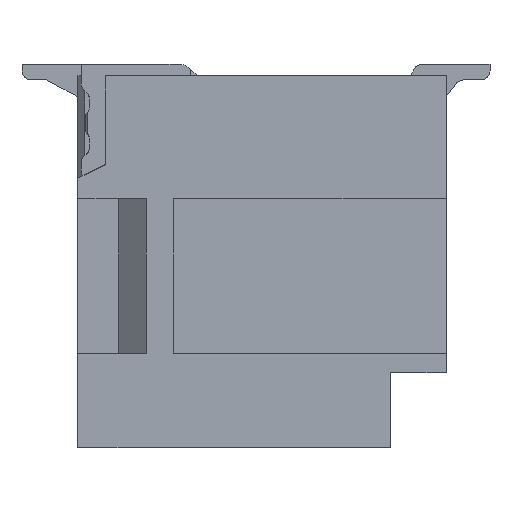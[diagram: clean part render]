
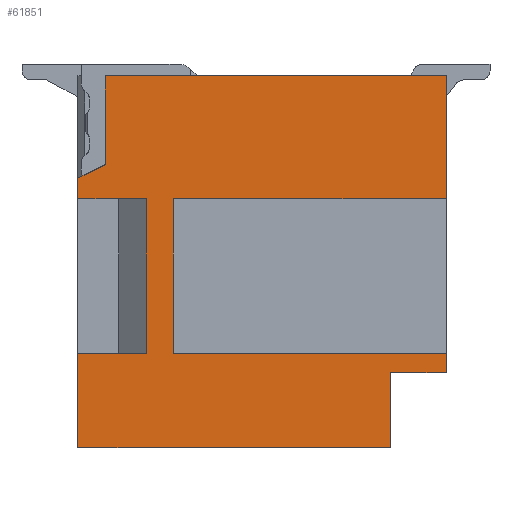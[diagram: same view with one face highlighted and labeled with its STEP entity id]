
A CAD part, front view. The second image highlights one B-rep face of the part: STEP entity #61851.
In plain terms, the highlighted planar face has unit normal (0, -1, 0).
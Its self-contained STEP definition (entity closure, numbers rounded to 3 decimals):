
#198 = CARTESIAN_POINT ( 'NONE',  ( 0., -6.5, -4.07 ) ) ;
#563 = CARTESIAN_POINT ( 'NONE',  ( -0.12, -6.5, -1.8 ) ) ;
#781 = LINE ( 'NONE', #8972, #1440 ) ;
#1372 = VERTEX_POINT ( 'NONE', #18197 ) ;
#1440 = VECTOR ( 'NONE', #31001, 1000. ) ;
#2322 = EDGE_CURVE ( 'NONE', #43522, #64641, #12834, .T. ) ;
#3136 = EDGE_LOOP ( 'NONE', ( #5223, #22895, #9475, #28746, #30733, #19603, #3582, #50506, #10622, #62502, #66263, #50133, #6503, #52245, #41313, #25075 ) ) ;
#3582 = ORIENTED_EDGE ( 'NONE', *, *, #64038, .F. ) ;
#4683 = CARTESIAN_POINT ( 'NONE',  ( 5.4, -6.5, -4.07 ) ) ;
#5223 = ORIENTED_EDGE ( 'NONE', *, *, #2322, .F. ) ;
#6061 = DIRECTION ( 'NONE',  ( 1., 0., 0. ) ) ;
#6200 = DIRECTION ( 'NONE',  ( 0., 0., -1. ) ) ;
#6379 = CARTESIAN_POINT ( 'NONE',  ( 4.58, -6.5, -4.35 ) ) ;
#6485 = CARTESIAN_POINT ( 'NONE',  ( 4.58, -6.5, -4.23 ) ) ;
#6503 = ORIENTED_EDGE ( 'NONE', *, *, #29844, .F. ) ;
#7151 = CARTESIAN_POINT ( 'NONE',  ( 0., -6.5, -5.57 ) ) ;
#8972 = CARTESIAN_POINT ( 'NONE',  ( -0.12, -6.5, 0. ) ) ;
#9136 = VECTOR ( 'NONE', #55637, 1000. ) ;
#9475 = ORIENTED_EDGE ( 'NONE', *, *, #15715, .F. ) ;
#10010 = CARTESIAN_POINT ( 'NONE',  ( 4.7, -6.5, -5.45 ) ) ;
#10622 = ORIENTED_EDGE ( 'NONE', *, *, #40910, .F. ) ;
#11194 = LINE ( 'NONE', #55948, #54344 ) ;
#12766 = VECTOR ( 'NONE', #66536, 1000. ) ;
#12788 = DIRECTION ( 'NONE',  ( 0., 0., 1. ) ) ;
#12834 = LINE ( 'NONE', #7151, #35477 ) ;
#13549 = VECTOR ( 'NONE', #61866, 1000. ) ;
#14944 = EDGE_CURVE ( 'NONE', #42952, #1372, #56985, .T. ) ;
#15693 = CARTESIAN_POINT ( 'NONE',  ( 0., -6.5, -5.57 ) ) ;
#15715 = EDGE_CURVE ( 'NONE', #1372, #56728, #20413, .T. ) ;
#16076 = FACE_OUTER_BOUND ( 'NONE', #3136, .T. ) ;
#16261 = CARTESIAN_POINT ( 'NONE',  ( 4.58, -6.5, -5.45 ) ) ;
#17811 = DIRECTION ( 'NONE',  ( 0., 0., -1. ) ) ;
#18197 = CARTESIAN_POINT ( 'NONE',  ( 1., -6.5, -4.07 ) ) ;
#19603 = ORIENTED_EDGE ( 'NONE', *, *, #58421, .F. ) ;
#19884 = LINE ( 'NONE', #35710, #21307 ) ;
#20413 = LINE ( 'NONE', #57758, #41898 ) ;
#20616 = VERTEX_POINT ( 'NONE', #26213 ) ;
#21307 = VECTOR ( 'NONE', #46556, 1000. ) ;
#21519 = VECTOR ( 'NONE', #35866, 1000. ) ;
#22453 = LINE ( 'NONE', #47051, #45151 ) ;
#22475 = VECTOR ( 'NONE', #33326, 1000. ) ;
#22895 = ORIENTED_EDGE ( 'NONE', *, *, #38419, .F. ) ;
#23606 = LINE ( 'NONE', #50218, #22475 ) ;
#23866 = VERTEX_POINT ( 'NONE', #29807 ) ;
#24807 = CARTESIAN_POINT ( 'NONE',  ( 1.4, -6.5, -4.07 ) ) ;
#25075 = ORIENTED_EDGE ( 'NONE', *, *, #63025, .F. ) ;
#25184 = CARTESIAN_POINT ( 'NONE',  ( 5.52, -6.5, -4.35 ) ) ;
#26030 = VERTEX_POINT ( 'NONE', #6379 ) ;
#26127 = CARTESIAN_POINT ( 'NONE',  ( 5.52, -6.5, -4.07 ) ) ;
#26207 = EDGE_CURVE ( 'NONE', #55992, #23866, #32514, .T. ) ;
#26213 = CARTESIAN_POINT ( 'NONE',  ( 0., -6.5, -5.45 ) ) ;
#26856 = DIRECTION ( 'NONE',  ( -1., 0., 0. ) ) ;
#26993 = CARTESIAN_POINT ( 'NONE',  ( 0.4, -6.5, -1.3 ) ) ;
#27489 = LINE ( 'NONE', #6485, #49745 ) ;
#27629 = EDGE_CURVE ( 'NONE', #44335, #38989, #19884, .T. ) ;
#28451 = CARTESIAN_POINT ( 'NONE',  ( 0.4, -6.5, -1.42 ) ) ;
#28746 = ORIENTED_EDGE ( 'NONE', *, *, #14944, .F. ) ;
#28972 = DIRECTION ( 'NONE',  ( -1., 0., 0. ) ) ;
#29807 = CARTESIAN_POINT ( 'NONE',  ( 0.4, -6.5, 0. ) ) ;
#29844 = EDGE_CURVE ( 'NONE', #29875, #44335, #34710, .T. ) ;
#29856 = VERTEX_POINT ( 'NONE', #16261 ) ;
#29875 = VERTEX_POINT ( 'NONE', #31235 ) ;
#29988 = VERTEX_POINT ( 'NONE', #4683 ) ;
#30733 = ORIENTED_EDGE ( 'NONE', *, *, #35425, .F. ) ;
#30753 = LINE ( 'NONE', #51841, #51591 ) ;
#31001 = DIRECTION ( 'NONE',  ( 1., 0., 0. ) ) ;
#31235 = CARTESIAN_POINT ( 'NONE',  ( 5.4, -6.5, 0. ) ) ;
#32514 = LINE ( 'NONE', #28451, #54792 ) ;
#33326 = DIRECTION ( 'NONE',  ( 0., 0., -1. ) ) ;
#33897 = CARTESIAN_POINT ( 'NONE',  ( 5.4, -6.5, -1.8 ) ) ;
#34710 = LINE ( 'NONE', #56626, #13549 ) ;
#35425 = EDGE_CURVE ( 'NONE', #20616, #42952, #54512, .T. ) ;
#35477 = VECTOR ( 'NONE', #12788, 1000. ) ;
#35710 = CARTESIAN_POINT ( 'NONE',  ( -0.12, -6.5, -1.8 ) ) ;
#35866 = DIRECTION ( 'NONE',  ( -1., 0., 0. ) ) ;
#38419 = EDGE_CURVE ( 'NONE', #56728, #43522, #50866, .T. ) ;
#38929 = CARTESIAN_POINT ( 'NONE',  ( 5.4, -6.5, -4.35 ) ) ;
#38989 = VERTEX_POINT ( 'NONE', #63715 ) ;
#40910 = EDGE_CURVE ( 'NONE', #29988, #52182, #23606, .T. ) ;
#41313 = ORIENTED_EDGE ( 'NONE', *, *, #26207, .F. ) ;
#41864 = DIRECTION ( 'NONE',  ( 0.894, 0., 0.447 ) ) ;
#41898 = VECTOR ( 'NONE', #64749, 1000. ) ;
#42912 = AXIS2_PLACEMENT_3D ( 'NONE', #56866, #47074, #6061 ) ;
#42952 = VERTEX_POINT ( 'NONE', #198 ) ;
#43522 = VERTEX_POINT ( 'NONE', #65386 ) ;
#43679 = LINE ( 'NONE', #25184, #21519 ) ;
#43939 = CARTESIAN_POINT ( 'NONE',  ( 0., -6.5, -1.5 ) ) ;
#44335 = VERTEX_POINT ( 'NONE', #33897 ) ;
#44522 = CARTESIAN_POINT ( 'NONE',  ( 1., -6.5, -1.8 ) ) ;
#45151 = VECTOR ( 'NONE', #41864, 1000. ) ;
#45334 = DIRECTION ( 'NONE',  ( 0., 0., 1. ) ) ;
#45436 = EDGE_CURVE ( 'NONE', #52182, #26030, #43679, .T. ) ;
#46556 = DIRECTION ( 'NONE',  ( -1., 0., 0. ) ) ;
#47051 = CARTESIAN_POINT ( 'NONE',  ( -0.107, -6.5, -1.554 ) ) ;
#47074 = DIRECTION ( 'NONE',  ( 0., 1., 0. ) ) ;
#49575 = VECTOR ( 'NONE', #26856, 1000. ) ;
#49745 = VECTOR ( 'NONE', #17811, 1000. ) ;
#50133 = ORIENTED_EDGE ( 'NONE', *, *, #27629, .F. ) ;
#50218 = CARTESIAN_POINT ( 'NONE',  ( 5.4, -6.5, 0.12 ) ) ;
#50506 = ORIENTED_EDGE ( 'NONE', *, *, #45436, .F. ) ;
#50866 = LINE ( 'NONE', #563, #49575 ) ;
#51591 = VECTOR ( 'NONE', #6200, 1000. ) ;
#51711 = PLANE ( 'NONE',  #42912 ) ;
#51841 = CARTESIAN_POINT ( 'NONE',  ( 1.4, -6.5, -1.68 ) ) ;
#52182 = VERTEX_POINT ( 'NONE', #38929 ) ;
#52245 = ORIENTED_EDGE ( 'NONE', *, *, #62931, .F. ) ;
#54344 = VECTOR ( 'NONE', #56390, 1000. ) ;
#54512 = LINE ( 'NONE', #15693, #9136 ) ;
#54792 = VECTOR ( 'NONE', #45334, 1000. ) ;
#55637 = DIRECTION ( 'NONE',  ( 0., 0., 1. ) ) ;
#55948 = CARTESIAN_POINT ( 'NONE',  ( 5.52, -6.5, -4.07 ) ) ;
#55992 = VERTEX_POINT ( 'NONE', #26993 ) ;
#56390 = DIRECTION ( 'NONE',  ( 1., 0., 0. ) ) ;
#56626 = CARTESIAN_POINT ( 'NONE',  ( 5.4, -6.5, 0.12 ) ) ;
#56728 = VERTEX_POINT ( 'NONE', #44522 ) ;
#56866 = CARTESIAN_POINT ( 'NONE',  ( -0.12, -6.5, 0.12 ) ) ;
#56985 = LINE ( 'NONE', #26127, #12766 ) ;
#57758 = CARTESIAN_POINT ( 'NONE',  ( 1., -6.5, -1.68 ) ) ;
#58421 = EDGE_CURVE ( 'NONE', #29856, #20616, #61652, .T. ) ;
#59541 = VECTOR ( 'NONE', #28972, 1000. ) ;
#61127 = VERTEX_POINT ( 'NONE', #24807 ) ;
#61652 = LINE ( 'NONE', #10010, #59541 ) ;
#61851 = ADVANCED_FACE ( 'NONE', ( #16076 ), #51711, .F. ) ;
#61866 = DIRECTION ( 'NONE',  ( 0., 0., -1. ) ) ;
#62502 = ORIENTED_EDGE ( 'NONE', *, *, #66304, .F. ) ;
#62931 = EDGE_CURVE ( 'NONE', #23866, #29875, #781, .T. ) ;
#63025 = EDGE_CURVE ( 'NONE', #64641, #55992, #22453, .T. ) ;
#63715 = CARTESIAN_POINT ( 'NONE',  ( 1.4, -6.5, -1.8 ) ) ;
#64038 = EDGE_CURVE ( 'NONE', #26030, #29856, #27489, .T. ) ;
#64641 = VERTEX_POINT ( 'NONE', #43939 ) ;
#64749 = DIRECTION ( 'NONE',  ( 0., 0., 1. ) ) ;
#65386 = CARTESIAN_POINT ( 'NONE',  ( 0., -6.5, -1.8 ) ) ;
#65790 = EDGE_CURVE ( 'NONE', #38989, #61127, #30753, .T. ) ;
#66263 = ORIENTED_EDGE ( 'NONE', *, *, #65790, .F. ) ;
#66304 = EDGE_CURVE ( 'NONE', #61127, #29988, #11194, .T. ) ;
#66536 = DIRECTION ( 'NONE',  ( 1., 0., 0. ) ) ;
